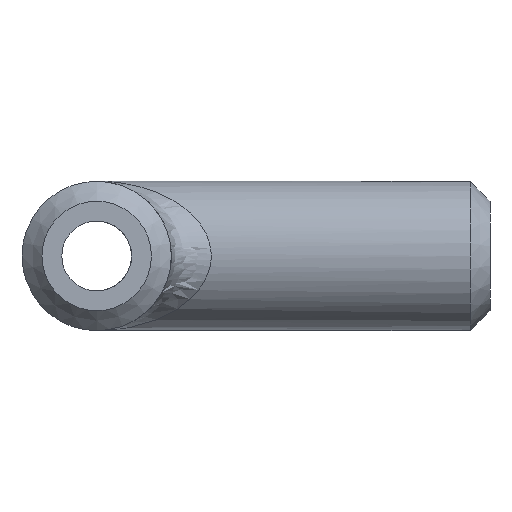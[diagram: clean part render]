
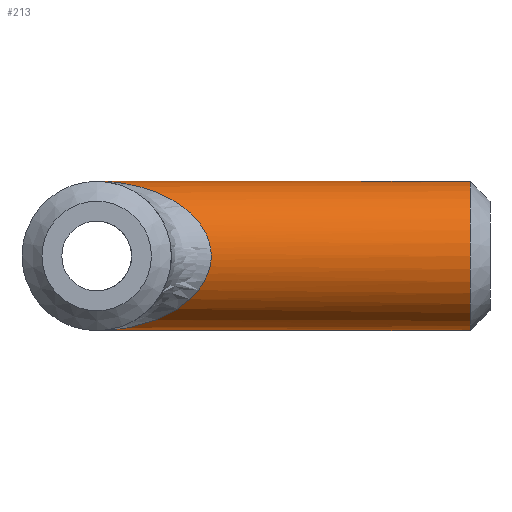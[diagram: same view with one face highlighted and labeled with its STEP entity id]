
A CAD part, left-side view. The second image highlights one B-rep face of the part: STEP entity #213.
In plain terms, the highlighted cylindrical face has radius 3.75 mm (diameter 7.5 mm), a full revolution.
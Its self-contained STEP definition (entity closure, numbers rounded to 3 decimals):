
#25=LINE('',#471,#34);
#34=VECTOR('',#301,3.75);
#44=CIRCLE('',#252,3.75);
#45=CIRCLE('',#253,3.75);
#59=CYLINDRICAL_SURFACE('',#251,3.75);
#65=FACE_OUTER_BOUND('',#77,.T.);
#77=EDGE_LOOP('',(#156,#157,#158,#159,#160,#161));
#89=ELLIPSE('',#242,6.865,3.75);
#91=ELLIPSE('',#244,6.865,3.75);
#95=VERTEX_POINT('',#400);
#96=VERTEX_POINT('',#401);
#101=VERTEX_POINT('',#467);
#102=VERTEX_POINT('',#468);
#115=EDGE_CURVE('',#95,#96,#89,.T.);
#117=EDGE_CURVE('',#96,#95,#91,.T.);
#124=EDGE_CURVE('',#101,#102,#44,.T.);
#125=EDGE_CURVE('',#102,#101,#45,.T.);
#126=EDGE_CURVE('',#102,#95,#25,.T.);
#156=ORIENTED_EDGE('',*,*,#124,.F.);
#157=ORIENTED_EDGE('',*,*,#125,.F.);
#158=ORIENTED_EDGE('',*,*,#126,.T.);
#159=ORIENTED_EDGE('',*,*,#117,.F.);
#160=ORIENTED_EDGE('',*,*,#115,.F.);
#161=ORIENTED_EDGE('',*,*,#126,.F.);
#213=ADVANCED_FACE('',(#65),#59,.T.);
#242=AXIS2_PLACEMENT_3D('',#402,#276,#277);
#244=AXIS2_PLACEMENT_3D('',#454,#280,#281);
#251=AXIS2_PLACEMENT_3D('',#466,#295,#296);
#252=AXIS2_PLACEMENT_3D('',#469,#297,#298);
#253=AXIS2_PLACEMENT_3D('',#470,#299,#300);
#276=DIRECTION('center_axis',(0.838,0.546,0.));
#277=DIRECTION('ref_axis',(0.546,-0.838,0.));
#280=DIRECTION('center_axis',(-0.838,0.546,0.));
#281=DIRECTION('ref_axis',(-0.546,-0.838,0.));
#295=DIRECTION('center_axis',(0.,-1.,0.));
#296=DIRECTION('ref_axis',(0.,0.,-1.));
#297=DIRECTION('center_axis',(0.,-1.,0.));
#298=DIRECTION('ref_axis',(1.,0.,0.));
#299=DIRECTION('center_axis',(0.,-1.,0.));
#300=DIRECTION('ref_axis',(1.,0.,0.));
#301=DIRECTION('',(0.,1.,0.));
#400=CARTESIAN_POINT('',(0.,0.,3.75));
#401=CARTESIAN_POINT('',(0.,0.,-3.75));
#402=CARTESIAN_POINT('Origin',(0.,0.,0.));
#454=CARTESIAN_POINT('Origin',(0.,0.,0.));
#466=CARTESIAN_POINT('Origin',(0.,-9.375,0.));
#467=CARTESIAN_POINT('',(0.,-18.75,-3.75));
#468=CARTESIAN_POINT('',(0.,-18.75,3.75));
#469=CARTESIAN_POINT('Origin',(0.,-18.75,0.));
#470=CARTESIAN_POINT('Origin',(0.,-18.75,0.));
#471=CARTESIAN_POINT('',(0.,-9.375,3.75));
